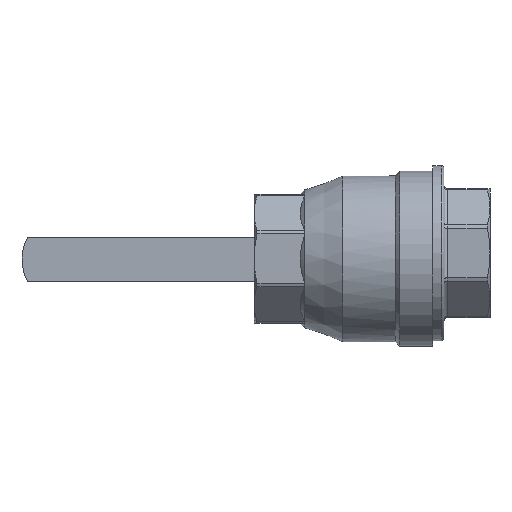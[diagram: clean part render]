
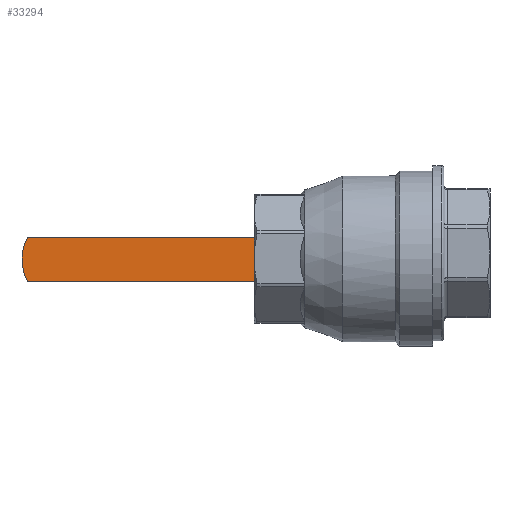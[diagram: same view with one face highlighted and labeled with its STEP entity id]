
A CAD part, top view. The second image highlights one B-rep face of the part: STEP entity #33294.
In plain terms, the highlighted face is planar.
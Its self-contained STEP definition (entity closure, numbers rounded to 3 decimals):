
#33237=CARTESIAN_POINT('',(-12.,-21.7,39.3));
#33238=VERTEX_POINT('',#33237);
#33245=CARTESIAN_POINT('',(12.,-21.7,39.3));
#33246=VERTEX_POINT('',#33245);
#33247=CARTESIAN_POINT('',(12.,-21.7,39.3));
#33248=DIRECTION('',(-1.0,0.0,0.0));
#33249=VECTOR('',#33248,24.);
#33250=LINE('',#33247,#33249);
#33251=EDGE_CURVE('',#33246,#33238,#33250,.T.);
#33263=CARTESIAN_POINT('',(12.,-21.7,-94.982));
#33264=DIRECTION('',(0.0,-1.0,0.0));
#33265=DIRECTION('',(0.0,0.0,-1.0));
#33266=AXIS2_PLACEMENT_3D('',#33263,#33264,#33265);
#33267=PLANE('',#33266);
#33268=CARTESIAN_POINT('',(-12.,-21.7,186.932));
#33269=VERTEX_POINT('',#33268);
#33270=CARTESIAN_POINT('',(-12.,-21.7,39.3));
#33271=DIRECTION('',(0.0,0.0,1.0));
#33272=VECTOR('',#33271,147.632);
#33273=LINE('',#33270,#33272);
#33274=EDGE_CURVE('',#33238,#33269,#33273,.T.);
#33275=ORIENTED_EDGE('',*,*,#33274,.T.);
#33276=CARTESIAN_POINT('',(12.,-21.7,186.932));
#33277=VERTEX_POINT('',#33276);
#33278=CARTESIAN_POINT('',(0.0,-21.7,165.));
#33279=DIRECTION('',(0.0,1.0,0.0));
#33280=DIRECTION('',(0.0,0.0,-1.0));
#33281=AXIS2_PLACEMENT_3D('',#33278,#33279,#33280);
#33282=CIRCLE('',#33281,25.);
#33283=EDGE_CURVE('',#33269,#33277,#33282,.T.);
#33284=ORIENTED_EDGE('',*,*,#33283,.T.);
#33285=CARTESIAN_POINT('',(12.,-21.7,39.3));
#33286=DIRECTION('',(0.0,0.0,1.0));
#33287=VECTOR('',#33286,147.632);
#33288=LINE('',#33285,#33287);
#33289=EDGE_CURVE('',#33246,#33277,#33288,.T.);
#33290=ORIENTED_EDGE('',*,*,#33289,.F.);
#33291=ORIENTED_EDGE('',*,*,#33251,.T.);
#33292=EDGE_LOOP('',(#33275,#33284,#33290,#33291));
#33293=FACE_OUTER_BOUND('',#33292,.T.);
#33294=ADVANCED_FACE('',(#33293),#33267,.F.);
